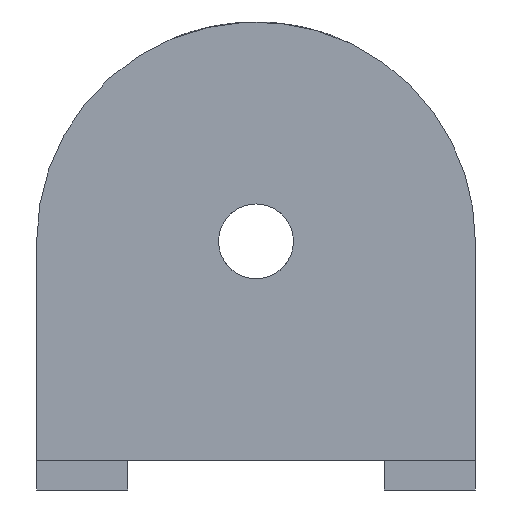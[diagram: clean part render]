
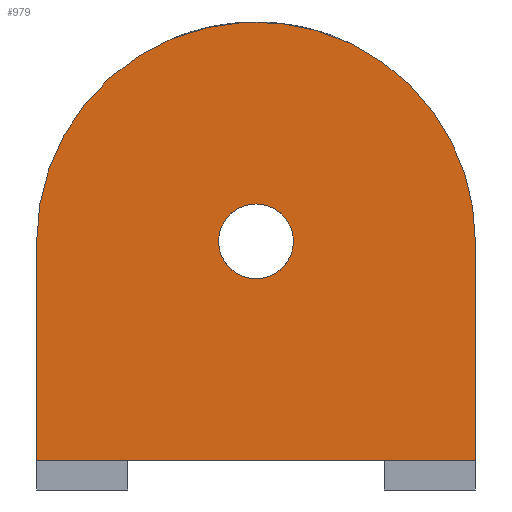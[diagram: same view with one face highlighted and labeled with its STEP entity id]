
A CAD part, left-side view. The second image highlights one B-rep face of the part: STEP entity #979.
In plain terms, the highlighted planar face has unit normal (-1, 0, 0).
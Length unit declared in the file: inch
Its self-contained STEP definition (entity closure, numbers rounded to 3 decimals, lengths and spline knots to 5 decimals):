
#137=CARTESIAN_POINT('',(-0.75,-0.53033,1.28033));
#138=VERTEX_POINT('',#137);
#154=CARTESIAN_POINT('',(-0.75,0.75,0.75));
#155=VERTEX_POINT('',#154);
#162=CARTESIAN_POINT('',(-0.75,0.,0.75));
#163=DIRECTION('',(1.0,0.,0.));
#164=DIRECTION('',(0.,-0.707,0.707));
#165=AXIS2_PLACEMENT_3D('',#162,#163,#164);
#166=CIRCLE('',#165,0.75);
#167=EDGE_CURVE('',#155,#138,#166,.T.);
#239=CARTESIAN_POINT('',(-0.75,0.128,0.75));
#240=VERTEX_POINT('',#239);
#249=CARTESIAN_POINT('',(-0.75,-0.128,0.75));
#250=VERTEX_POINT('',#249);
#251=CARTESIAN_POINT('',(-0.75,0.,0.75));
#252=DIRECTION('',(1.0,0.0,0.0));
#253=DIRECTION('',(0.0,1.0,0.0));
#254=AXIS2_PLACEMENT_3D('',#251,#252,#253);
#255=CIRCLE('',#254,0.128);
#256=EDGE_CURVE('',#250,#240,#255,.T.);
#568=CARTESIAN_POINT('',(-0.75,0.,0.75));
#569=DIRECTION('',(1.0,0.0,0.0));
#570=DIRECTION('',(0.0,1.0,0.0));
#571=AXIS2_PLACEMENT_3D('',#568,#569,#570);
#572=CIRCLE('',#571,0.128);
#573=EDGE_CURVE('',#240,#250,#572,.T.);
#847=CARTESIAN_POINT('',(-0.75,-0.75,0.));
#848=VERTEX_POINT('',#847);
#855=CARTESIAN_POINT('',(-0.75,0.75,0.));
#856=VERTEX_POINT('',#855);
#857=CARTESIAN_POINT('',(-0.75,-0.75,0.));
#858=DIRECTION('',(0.0,1.0,0.0));
#859=VECTOR('',#858,1.5);
#860=LINE('',#857,#859);
#861=EDGE_CURVE('',#848,#856,#860,.T.);
#883=CARTESIAN_POINT('',(-0.75,0.75,0.));
#884=DIRECTION('',(0.0,0.0,1.0));
#885=VECTOR('',#884,0.75);
#886=LINE('',#883,#885);
#887=EDGE_CURVE('',#856,#155,#886,.T.);
#910=CARTESIAN_POINT('',(-0.75,-0.75,0.75));
#911=VERTEX_POINT('',#910);
#912=CARTESIAN_POINT('',(-0.75,0.,0.75));
#913=DIRECTION('',(1.0,0.,0.));
#914=DIRECTION('',(0.,-0.707,0.707));
#915=AXIS2_PLACEMENT_3D('',#912,#913,#914);
#916=CIRCLE('',#915,0.75);
#917=EDGE_CURVE('',#138,#911,#916,.T.);
#942=CARTESIAN_POINT('',(-0.75,-0.75,0.75));
#943=DIRECTION('',(0.0,0.0,-1.0));
#944=VECTOR('',#943,0.75);
#945=LINE('',#942,#944);
#946=EDGE_CURVE('',#911,#848,#945,.T.);
#963=CARTESIAN_POINT('',(-0.75,0.75,0.));
#964=DIRECTION('',(-1.0,0.0,0.0));
#965=DIRECTION('',(0.0,-1.0,0.0));
#966=AXIS2_PLACEMENT_3D('',#963,#964,#965);
#967=PLANE('',#966);
#968=ORIENTED_EDGE('',*,*,#887,.F.);
#969=ORIENTED_EDGE('',*,*,#861,.F.);
#970=ORIENTED_EDGE('',*,*,#946,.F.);
#971=ORIENTED_EDGE('',*,*,#917,.F.);
#972=ORIENTED_EDGE('',*,*,#167,.F.);
#973=EDGE_LOOP('',(#968,#969,#970,#971,#972));
#974=FACE_OUTER_BOUND('',#973,.T.);
#975=ORIENTED_EDGE('',*,*,#573,.T.);
#976=ORIENTED_EDGE('',*,*,#256,.T.);
#977=EDGE_LOOP('',(#975,#976));
#978=FACE_BOUND('',#977,.T.);
#979=ADVANCED_FACE('',(#974,#978),#967,.T.);
